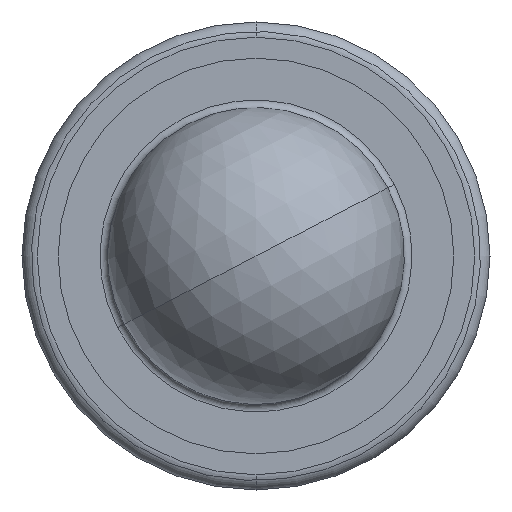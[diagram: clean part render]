
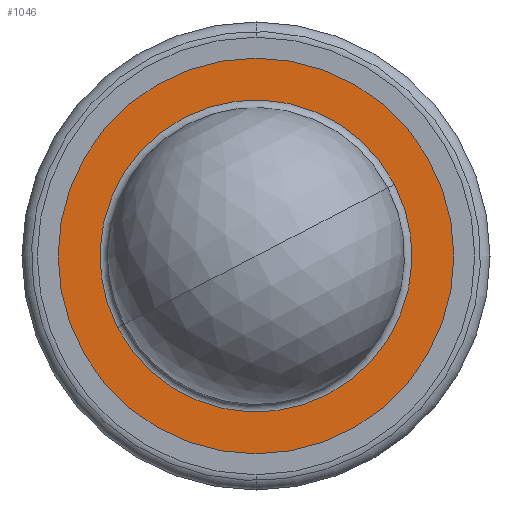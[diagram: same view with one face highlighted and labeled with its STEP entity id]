
A CAD part, front view. The second image highlights one B-rep face of the part: STEP entity #1046.
In plain terms, the highlighted face is planar.
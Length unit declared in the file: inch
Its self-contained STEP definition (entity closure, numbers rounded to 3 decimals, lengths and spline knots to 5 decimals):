
#170 = ORIENTED_EDGE ( 'NONE', *, *, #304, .T. ) ;
#236 = CARTESIAN_POINT ( 'NONE',  ( 0.205, 0.04, 0. ) ) ;
#304 = EDGE_CURVE ( 'NONE', #4244, #3715, #4844, .T. ) ;
#682 = VERTEX_POINT ( 'NONE', #2313 ) ;
#720 = ORIENTED_EDGE ( 'NONE', *, *, #3258, .F. ) ;
#750 = EDGE_CURVE ( 'NONE', #682, #3805, #3068, .T. ) ;
#882 = DIRECTION ( 'NONE',  ( 0., -1., 0. ) ) ;
#1046 = ADVANCED_FACE ( 'NONE', ( #3757, #5132 ), #5403, .F. ) ;
#1059 = ORIENTED_EDGE ( 'NONE', *, *, #1311, .T. ) ;
#1311 = EDGE_CURVE ( 'NONE', #3715, #4244, #4329, .T. ) ;
#1670 = EDGE_LOOP ( 'NONE', ( #170, #1059 ) ) ;
#1773 = AXIS2_PLACEMENT_3D ( 'NONE', #5109, #5136, #5174 ) ;
#1944 = CARTESIAN_POINT ( 'NONE',  ( 0., 0.04, 0. ) ) ;
#1963 = DIRECTION ( 'NONE',  ( 0., -1., 0. ) ) ;
#1984 = DIRECTION ( 'NONE',  ( 1., 0., 0. ) ) ;
#2313 = CARTESIAN_POINT ( 'NONE',  ( -0.295, 0.04, 0. ) ) ;
#2576 = AXIS2_PLACEMENT_3D ( 'NONE', #1944, #1963, #1984 ) ;
#2742 = DIRECTION ( 'NONE',  ( 1., 0., 0. ) ) ;
#3068 = CIRCLE ( 'NONE', #2576, 0.295 ) ;
#3255 = CARTESIAN_POINT ( 'NONE',  ( 0., 0.04, 0. ) ) ;
#3258 = EDGE_CURVE ( 'NONE', #3805, #682, #4510, .T. ) ;
#3565 = ORIENTED_EDGE ( 'NONE', *, *, #750, .F. ) ;
#3715 = VERTEX_POINT ( 'NONE', #4900 ) ;
#3757 = FACE_OUTER_BOUND ( 'NONE', #4645, .T. ) ;
#3805 = VERTEX_POINT ( 'NONE', #5458 ) ;
#3941 = CARTESIAN_POINT ( 'NONE',  ( 0., 0.04, 0. ) ) ;
#4244 = VERTEX_POINT ( 'NONE', #236 ) ;
#4312 = AXIS2_PLACEMENT_3D ( 'NONE', #6419, #5002, #4914 ) ;
#4329 = CIRCLE ( 'NONE', #1773, 0.205 ) ;
#4460 = DIRECTION ( 'NONE',  ( 1., 0., 0. ) ) ;
#4510 = CIRCLE ( 'NONE', #4664, 0.295 ) ;
#4645 = EDGE_LOOP ( 'NONE', ( #720, #3565 ) ) ;
#4664 = AXIS2_PLACEMENT_3D ( 'NONE', #3941, #882, #4460 ) ;
#4844 = CIRCLE ( 'NONE', #5240, 0.205 ) ;
#4900 = CARTESIAN_POINT ( 'NONE',  ( -0.205, 0.04, 0. ) ) ;
#4914 = DIRECTION ( 'NONE',  ( 1., 0., 0. ) ) ;
#5002 = DIRECTION ( 'NONE',  ( 0., -1., 0. ) ) ;
#5109 = CARTESIAN_POINT ( 'NONE',  ( 0., 0.04, 0. ) ) ;
#5132 = FACE_BOUND ( 'NONE', #1670, .T. ) ;
#5136 = DIRECTION ( 'NONE',  ( 0., -1., 0. ) ) ;
#5174 = DIRECTION ( 'NONE',  ( 1., 0., 0. ) ) ;
#5240 = AXIS2_PLACEMENT_3D ( 'NONE', #3255, #6330, #2742 ) ;
#5403 = PLANE ( 'NONE',  #4312 ) ;
#5458 = CARTESIAN_POINT ( 'NONE',  ( 0.295, 0.04, 0. ) ) ;
#6330 = DIRECTION ( 'NONE',  ( 0., -1., 0. ) ) ;
#6419 = CARTESIAN_POINT ( 'NONE',  ( -0.205, 0.04, 0. ) ) ;
